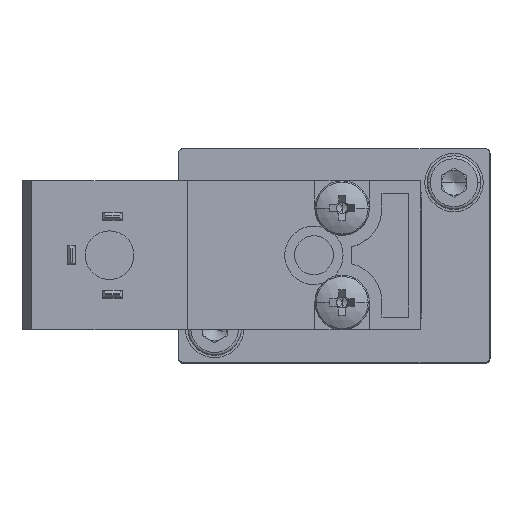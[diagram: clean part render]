
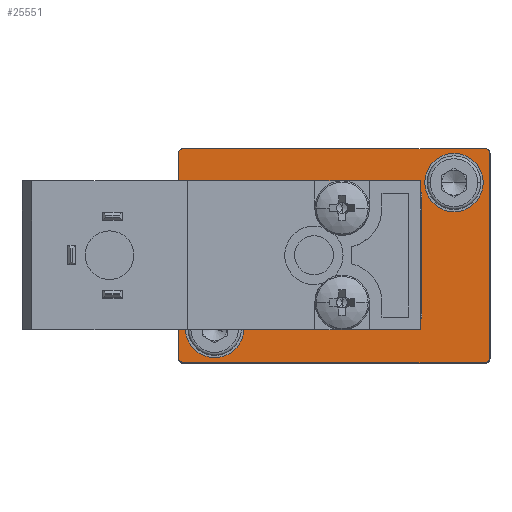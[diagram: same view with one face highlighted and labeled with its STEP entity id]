
A CAD part, top view. The second image highlights one B-rep face of the part: STEP entity #25551.
In plain terms, the highlighted planar face has unit normal (0, 0, 1).
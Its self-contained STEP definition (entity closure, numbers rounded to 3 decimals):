
#379 = PLANE ( 'NONE',  #50168 ) ;
#1267 = EDGE_CURVE ( 'NONE', #47627, #3446, #15917, .T. ) ;
#1540 = CARTESIAN_POINT ( 'NONE',  ( 59.814, 54.442, 93.439 ) ) ;
#1573 = DIRECTION ( 'NONE',  ( 0., 0., 1. ) ) ;
#2740 = AXIS2_PLACEMENT_3D ( 'NONE', #41110, #16916, #45168 ) ;
#2914 = DIRECTION ( 'NONE',  ( 0., 1., 0. ) ) ;
#3056 = VERTEX_POINT ( 'NONE', #49942 ) ;
#3446 = VERTEX_POINT ( 'NONE', #6851 ) ;
#3760 = CARTESIAN_POINT ( 'NONE',  ( 35.214, 39.442, 93.439 ) ) ;
#4468 = DIRECTION ( 'NONE',  ( 0., 0., 1. ) ) ;
#4805 = ORIENTED_EDGE ( 'NONE', *, *, #5571, .F. ) ;
#5146 = VERTEX_POINT ( 'NONE', #28255 ) ;
#5571 = EDGE_CURVE ( 'NONE', #36881, #41388, #39160, .T. ) ;
#5652 = DIRECTION ( 'NONE',  ( 0., -1., 0. ) ) ;
#6851 = CARTESIAN_POINT ( 'NONE',  ( 35.214, 36.442, 93.439 ) ) ;
#7217 = CARTESIAN_POINT ( 'NONE',  ( 63.514, 35.942, 93.439 ) ) ;
#7384 = ORIENTED_EDGE ( 'NONE', *, *, #30350, .F. ) ;
#7411 = AXIS2_PLACEMENT_3D ( 'NONE', #1540, #29885, #5652 ) ;
#7697 = CARTESIAN_POINT ( 'NONE',  ( 45.914, 46.942, 93.439 ) ) ;
#7791 = DIRECTION ( 'NONE',  ( 0., -1., 0. ) ) ;
#7861 = ORIENTED_EDGE ( 'NONE', *, *, #28440, .F. ) ;
#8131 = FACE_OUTER_BOUND ( 'NONE', #30533, .T. ) ;
#8787 = DIRECTION ( 'NONE',  ( 0., 0., 1. ) ) ;
#9441 = LINE ( 'NONE', #33972, #51159 ) ;
#10060 = ORIENTED_EDGE ( 'NONE', *, *, #28044, .F. ) ;
#10446 = ORIENTED_EDGE ( 'NONE', *, *, #27489, .T. ) ;
#10638 = EDGE_CURVE ( 'NONE', #21459, #38688, #21983, .T. ) ;
#10984 = VECTOR ( 'NONE', #23529, 1000. ) ;
#11026 = ORIENTED_EDGE ( 'NONE', *, *, #43987, .F. ) ;
#11421 = ORIENTED_EDGE ( 'NONE', *, *, #12540, .F. ) ;
#11428 = ORIENTED_EDGE ( 'NONE', *, *, #32817, .F. ) ;
#11789 = DIRECTION ( 'NONE',  ( 0., -1., 0. ) ) ;
#12540 = EDGE_CURVE ( 'NONE', #40543, #47074, #44514, .T. ) ;
#13890 = AXIS2_PLACEMENT_3D ( 'NONE', #25864, #1573, #29917 ) ;
#14017 = CARTESIAN_POINT ( 'NONE',  ( 32.014, 36.442, 93.439 ) ) ;
#15849 = DIRECTION ( 'NONE',  ( 1., 0., 0. ) ) ;
#15917 = CIRCLE ( 'NONE', #23127, 3. ) ;
#16521 = VERTEX_POINT ( 'NONE', #40725 ) ;
#16916 = DIRECTION ( 'NONE',  ( 0., 0., 1. ) ) ;
#18073 = DIRECTION ( 'NONE',  ( 0., -1., 0. ) ) ;
#18223 = CARTESIAN_POINT ( 'NONE',  ( 31.514, 35.942, 93.439 ) ) ;
#18479 = CARTESIAN_POINT ( 'NONE',  ( 59.814, 57.442, 93.439 ) ) ;
#18497 = VERTEX_POINT ( 'NONE', #18871 ) ;
#18871 = CARTESIAN_POINT ( 'NONE',  ( 31.514, 57.442, 93.439 ) ) ;
#18925 = CARTESIAN_POINT ( 'NONE',  ( 31.514, 45.942, 93.439 ) ) ;
#19264 = CIRCLE ( 'NONE', #51445, 3. ) ;
#19519 = DIRECTION ( 'NONE',  ( 1., 0., 0. ) ) ;
#19755 = CARTESIAN_POINT ( 'NONE',  ( 63.014, 57.942, 93.439 ) ) ;
#20172 = FACE_BOUND ( 'NONE', #30025, .T. ) ;
#20223 = VECTOR ( 'NONE', #15849, 1000. ) ;
#20392 = VERTEX_POINT ( 'NONE', #32435 ) ;
#21019 = LINE ( 'NONE', #39333, #30511 ) ;
#21155 = CARTESIAN_POINT ( 'NONE',  ( 63.014, 36.442, 93.439 ) ) ;
#21429 = ORIENTED_EDGE ( 'NONE', *, *, #34084, .T. ) ;
#21459 = VERTEX_POINT ( 'NONE', #45942 ) ;
#21500 = CIRCLE ( 'NONE', #51426, 1. ) ;
#21722 = EDGE_CURVE ( 'NONE', #3056, #38688, #31213, .T. ) ;
#21785 = VECTOR ( 'NONE', #38107, 1000. ) ;
#21934 = VECTOR ( 'NONE', #50360, 1000. ) ;
#21983 = CIRCLE ( 'NONE', #36971, 0.5 ) ;
#22517 = ORIENTED_EDGE ( 'NONE', *, *, #32042, .F. ) ;
#23127 = AXIS2_PLACEMENT_3D ( 'NONE', #32979, #8787, #37039 ) ;
#23178 = EDGE_CURVE ( 'NONE', #5146, #40543, #21500, .T. ) ;
#23464 = CARTESIAN_POINT ( 'NONE',  ( 59.814, 54.442, 93.439 ) ) ;
#23529 = DIRECTION ( 'NONE',  ( 0., -1., 0. ) ) ;
#23805 = CARTESIAN_POINT ( 'NONE',  ( 32.014, 57.942, 93.439 ) ) ;
#23907 = CARTESIAN_POINT ( 'NONE',  ( 35.214, 42.442, 93.439 ) ) ;
#25273 = DIRECTION ( 'NONE',  ( 0., -1., 0. ) ) ;
#25551 = ADVANCED_FACE ( 'NONE', ( #49863, #20172, #8131 ), #379, .T. ) ;
#25864 = CARTESIAN_POINT ( 'NONE',  ( 32.014, 57.442, 93.439 ) ) ;
#25882 = AXIS2_PLACEMENT_3D ( 'NONE', #3760, #32027, #7791 ) ;
#26285 = CIRCLE ( 'NONE', #7411, 3. ) ;
#27489 = EDGE_CURVE ( 'NONE', #38313, #20392, #52083, .T. ) ;
#27514 = DIRECTION ( 'NONE',  ( 0., -1., 0. ) ) ;
#28044 = EDGE_CURVE ( 'NONE', #38313, #47489, #21019, .T. ) ;
#28255 = CARTESIAN_POINT ( 'NONE',  ( 45.914, 45.942, 93.439 ) ) ;
#28440 = EDGE_CURVE ( 'NONE', #3446, #47627, #41147, .T. ) ;
#28713 = CARTESIAN_POINT ( 'NONE',  ( 63.514, 35.942, 93.439 ) ) ;
#29258 = CARTESIAN_POINT ( 'NONE',  ( 63.514, 36.442, 93.439 ) ) ;
#29885 = DIRECTION ( 'NONE',  ( 0., 0., 1. ) ) ;
#29917 = DIRECTION ( 'NONE',  ( 0., -1., 0. ) ) ;
#30025 = EDGE_LOOP ( 'NONE', ( #7861, #37609 ) ) ;
#30350 = EDGE_CURVE ( 'NONE', #47489, #5146, #51197, .T. ) ;
#30511 = VECTOR ( 'NONE', #2914, 1000. ) ;
#30533 = EDGE_LOOP ( 'NONE', ( #10060, #10446, #11026, #34349, #33822, #21429, #4805, #46237, #35736, #11421, #35674, #7384 ) ) ;
#30951 = CIRCLE ( 'NONE', #13890, 0.5 ) ;
#31213 = LINE ( 'NONE', #7217, #10984 ) ;
#31939 = CARTESIAN_POINT ( 'NONE',  ( 63.514, 45.942, 93.439 ) ) ;
#32027 = DIRECTION ( 'NONE',  ( 0., 0., 1. ) ) ;
#32042 = EDGE_CURVE ( 'NONE', #16521, #38304, #26285, .T. ) ;
#32045 = CARTESIAN_POINT ( 'NONE',  ( 31.514, 47.942, 93.439 ) ) ;
#32435 = CARTESIAN_POINT ( 'NONE',  ( 32.014, 35.942, 93.439 ) ) ;
#32535 = CIRCLE ( 'NONE', #2740, 0.5 ) ;
#32661 = LINE ( 'NONE', #18223, #21934 ) ;
#32761 = DIRECTION ( 'NONE',  ( 0., -1., 0. ) ) ;
#32817 = EDGE_CURVE ( 'NONE', #38304, #16521, #19264, .T. ) ;
#32979 = CARTESIAN_POINT ( 'NONE',  ( 35.214, 39.442, 93.439 ) ) ;
#33004 = EDGE_LOOP ( 'NONE', ( #22517, #11428 ) ) ;
#33822 = ORIENTED_EDGE ( 'NONE', *, *, #21722, .F. ) ;
#33972 = CARTESIAN_POINT ( 'NONE',  ( 31.514, 35.942, 93.439 ) ) ;
#34084 = EDGE_CURVE ( 'NONE', #3056, #41388, #32535, .T. ) ;
#34349 = ORIENTED_EDGE ( 'NONE', *, *, #10638, .T. ) ;
#35674 = ORIENTED_EDGE ( 'NONE', *, *, #23178, .F. ) ;
#35736 = ORIENTED_EDGE ( 'NONE', *, *, #50915, .F. ) ;
#35978 = DIRECTION ( 'NONE',  ( 0., 0., 1. ) ) ;
#36607 = CARTESIAN_POINT ( 'NONE',  ( 45.914, 47.942, 93.439 ) ) ;
#36881 = VERTEX_POINT ( 'NONE', #23805 ) ;
#36971 = AXIS2_PLACEMENT_3D ( 'NONE', #21155, #49407, #25273 ) ;
#37039 = DIRECTION ( 'NONE',  ( 0., -1., 0. ) ) ;
#37609 = ORIENTED_EDGE ( 'NONE', *, *, #1267, .F. ) ;
#37889 = VECTOR ( 'NONE', #19519, 1000. ) ;
#38002 = DIRECTION ( 'NONE',  ( -1., 0., 0. ) ) ;
#38107 = DIRECTION ( 'NONE',  ( -1., 0., 0. ) ) ;
#38304 = VERTEX_POINT ( 'NONE', #18479 ) ;
#38313 = VERTEX_POINT ( 'NONE', #42838 ) ;
#38688 = VERTEX_POINT ( 'NONE', #29258 ) ;
#39160 = LINE ( 'NONE', #43708, #37889 ) ;
#39333 = CARTESIAN_POINT ( 'NONE',  ( 31.514, 35.942, 93.439 ) ) ;
#40543 = VERTEX_POINT ( 'NONE', #36607 ) ;
#40725 = CARTESIAN_POINT ( 'NONE',  ( 59.814, 51.442, 93.439 ) ) ;
#41110 = CARTESIAN_POINT ( 'NONE',  ( 63.014, 57.442, 93.439 ) ) ;
#41147 = CIRCLE ( 'NONE', #25882, 3. ) ;
#41388 = VERTEX_POINT ( 'NONE', #19755 ) ;
#42171 = CARTESIAN_POINT ( 'NONE',  ( 45.914, 47.942, 93.439 ) ) ;
#42261 = DIRECTION ( 'NONE',  ( 0., 0., 1. ) ) ;
#42838 = CARTESIAN_POINT ( 'NONE',  ( 31.514, 36.442, 93.439 ) ) ;
#43708 = CARTESIAN_POINT ( 'NONE',  ( 31.514, 57.942, 93.439 ) ) ;
#43950 = EDGE_CURVE ( 'NONE', #36881, #18497, #30951, .T. ) ;
#43987 = EDGE_CURVE ( 'NONE', #21459, #20392, #9441, .T. ) ;
#44514 = LINE ( 'NONE', #42171, #21785 ) ;
#45168 = DIRECTION ( 'NONE',  ( 0., -1., 0. ) ) ;
#45433 = AXIS2_PLACEMENT_3D ( 'NONE', #14017, #42261, #18073 ) ;
#45942 = CARTESIAN_POINT ( 'NONE',  ( 63.014, 35.942, 93.439 ) ) ;
#46237 = ORIENTED_EDGE ( 'NONE', *, *, #43950, .T. ) ;
#47074 = VERTEX_POINT ( 'NONE', #32045 ) ;
#47489 = VERTEX_POINT ( 'NONE', #18925 ) ;
#47627 = VERTEX_POINT ( 'NONE', #23907 ) ;
#49407 = DIRECTION ( 'NONE',  ( 0., 0., 1. ) ) ;
#49863 = FACE_BOUND ( 'NONE', #33004, .T. ) ;
#49942 = CARTESIAN_POINT ( 'NONE',  ( 63.514, 57.442, 93.439 ) ) ;
#50168 = AXIS2_PLACEMENT_3D ( 'NONE', #28713, #4468, #32761 ) ;
#50360 = DIRECTION ( 'NONE',  ( 0., 1., 0. ) ) ;
#50915 = EDGE_CURVE ( 'NONE', #47074, #18497, #32661, .T. ) ;
#51159 = VECTOR ( 'NONE', #38002, 1000. ) ;
#51197 = LINE ( 'NONE', #31939, #20223 ) ;
#51426 = AXIS2_PLACEMENT_3D ( 'NONE', #7697, #35978, #11789 ) ;
#51445 = AXIS2_PLACEMENT_3D ( 'NONE', #23464, #51682, #27514 ) ;
#51682 = DIRECTION ( 'NONE',  ( 0., 0., 1. ) ) ;
#52083 = CIRCLE ( 'NONE', #45433, 0.5 ) ;
